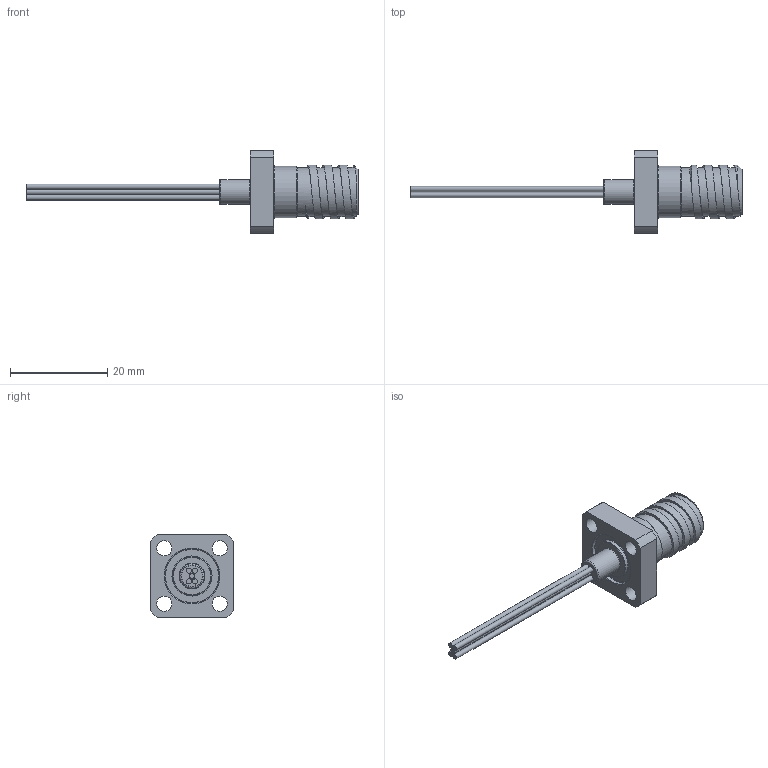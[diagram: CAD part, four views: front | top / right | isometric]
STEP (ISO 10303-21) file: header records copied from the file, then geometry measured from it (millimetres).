
FILE_DESCRIPTION(/* description */ ('','CAx-IF Rec.Pracs.---Representation and Presentation of Product Manufacturing Information (PMI)---4.0---2014-10-13'),/* implementation_level */ '2;1');
FILE_NAME(/* name */ 'NFCR6M.stp',/* time_stamp */ '2024-02-29T09:45:11+01:00',/* author */ ('sh'),/* organization */ (''),/* preprocessor_version */ 'ST-DEVELOPER v19.2',/* originating_system */ 'Autodesk Inventor 2023',/* authorisation */ '');
FILE_SCHEMA (('AP242_MANAGED_MODEL_BASED_3D_ENGINEERING_MIM_LF { 1 0 10303 442 1 1 4 }'));
Length unit declared in the file: millimetre
Products named in the file (1): Part6
Bounding box: 68.4 x 17.02 x 17.02 mm (x, y, z)
Volume: 2596.3 mm3; surface area: 3020.7 mm2
Topology: 1 solids, 2 shells, 219 faces, 575 edges, 380 vertices
Faces by surface type: plane 81, bspline 67, cylinder 47, cone 9, torus 9, sphere 6
Full cylindrical faces by diameter (mm): 1 x6, 1.067 x6, 1.778 x6, 3.175 x4, 5.08 x1, 8.001 x1, 10.097 x4, 10.668 x1, 11.252 x1
Entity records: 8482 total; most frequent: CARTESIAN_POINT 3047, ORIENTED_EDGE 1138, DIRECTION 882, EDGE_CURVE 569, VERTEX_POINT 380, AXIS2_PLACEMENT_3D 303, LINE 276, VECTOR 276
